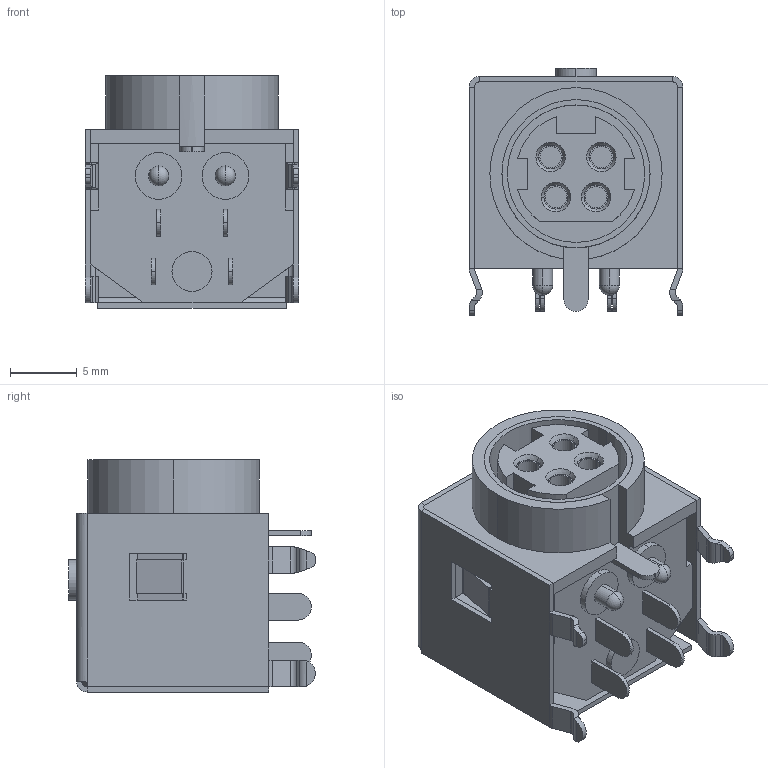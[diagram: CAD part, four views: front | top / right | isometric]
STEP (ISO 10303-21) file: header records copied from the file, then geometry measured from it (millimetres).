
FILE_DESCRIPTION (( 'STEP AP214' ), '1' );
FILE_NAME ('KPJX-4S-S.STEP', '2019-12-18T11:35:29', ( '' ), ( '' ), 'SwSTEP 2.0', 'SolidWorks 2017', '' );
FILE_SCHEMA (( 'AUTOMOTIVE_DESIGN' ));
Length unit declared in the file: millimetre
Products named in the file (1): KPJX-4S-S
Bounding box: 16 x 18.5 x 17.4 mm (x, y, z)
Volume: 3199.6 mm3; surface area: 4070.8 mm2
Topology: 11 solids, 11 shells, 317 faces, 789 edges, 504 vertices
Faces by surface type: plane 186, cylinder 119, cone 8, sphere 4
Entity records: 9507 total; most frequent: CARTESIAN_POINT 1795, DIRECTION 1577, ORIENTED_EDGE 1562, EDGE_CURVE 781, AXIS2_PLACEMENT_3D 534, LINE 509, VECTOR 509, VERTEX_POINT 500
